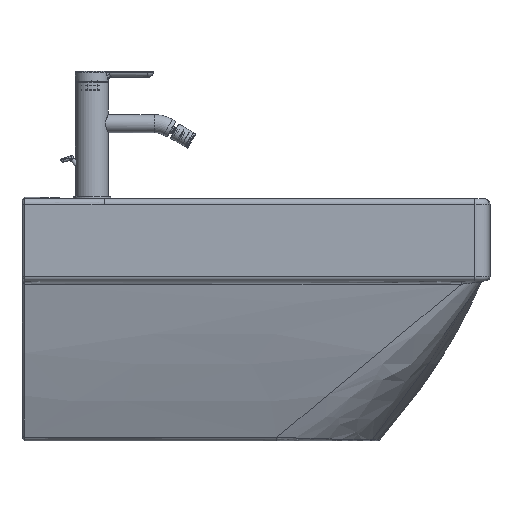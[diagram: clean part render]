
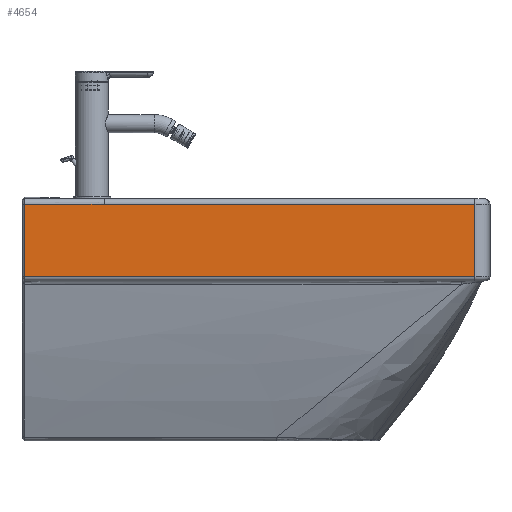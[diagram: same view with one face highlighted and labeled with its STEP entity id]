
A CAD part, front view. The second image highlights one B-rep face of the part: STEP entity #4654.
In plain terms, the highlighted planar face has unit normal (-0.001, -1, 0).
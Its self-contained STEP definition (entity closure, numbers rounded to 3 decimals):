
#4265=CARTESIAN_POINT('',(551.679,-185.0,-7.));
#4266=VERTEX_POINT('',#4265);
#4299=CARTESIAN_POINT('',(100.,-185.,-7.));
#4300=VERTEX_POINT('',#4299);
#4308=CARTESIAN_POINT('',(100.,-185.0,-7.));
#4309=DIRECTION('',(1.0,0.0,0.0));
#4310=VECTOR('',#4309,451.679);
#4311=LINE('',#4308,#4310);
#4312=EDGE_CURVE('',#4300,#4266,#4311,.T.);
#4457=CARTESIAN_POINT('',(551.679,-185.0,-95.0));
#4458=VERTEX_POINT('',#4457);
#4459=CARTESIAN_POINT('',(551.679,-185.0,-7.));
#4460=DIRECTION('',(0.0,0.0,-1.0));
#4461=VECTOR('',#4460,88.0);
#4462=LINE('',#4459,#4461);
#4463=EDGE_CURVE('',#4458,#4266,#4462,.F.);
#4584=CARTESIAN_POINT('',(3.,-185.,-6.858));
#4585=VERTEX_POINT('',#4584);
#4586=CARTESIAN_POINT('',(3.,-185.0,-6.858));
#4587=CARTESIAN_POINT('',(6.997,-185.0,-6.864));
#4588=CARTESIAN_POINT('',(10.994,-185.,-6.87));
#4589=CARTESIAN_POINT('',(14.992,-185.,-6.878));
#4590=CARTESIAN_POINT('',(27.176,-185.,-6.9));
#4591=CARTESIAN_POINT('',(39.36,-185.,-6.925));
#4592=CARTESIAN_POINT('',(51.546,-185.,-6.947));
#4593=CARTESIAN_POINT('',(65.03,-185.,-6.972));
#4594=CARTESIAN_POINT('',(78.516,-185.0,-6.992));
#4595=CARTESIAN_POINT('',(92.003,-185.0,-6.998));
#4596=CARTESIAN_POINT('',(94.705,-185.0,-6.999));
#4597=CARTESIAN_POINT('',(97.357,-185.0,-7.));
#4598=CARTESIAN_POINT('',(100.,-185.0,-7.));
#4599=B_SPLINE_CURVE_WITH_KNOTS('',3,(#4586,#4587,#4588,#4589,#4590,#4591,#4592,#4593,#4594,#4595,#4596,#4597,#4598),.UNSPECIFIED.,.F.,.U.,(4,3,3,3,4),(160.283,177.244,228.939,286.147,297.609),.UNSPECIFIED.);
#4600=EDGE_CURVE('',#4585,#4300,#4599,.T.);
#4630=CARTESIAN_POINT('',(0.0,-185.0,0.0));
#4631=DIRECTION('',(0.0,-1.0,0.0));
#4632=DIRECTION('',(0.0,0.0,-1.0));
#4633=AXIS2_PLACEMENT_3D('',#4630,#4631,#4632);
#4634=PLANE('',#4633);
#4635=CARTESIAN_POINT('',(3.,-185.0,-95.0));
#4636=VERTEX_POINT('',#4635);
#4637=CARTESIAN_POINT('',(3.,-185.0,-95.0));
#4638=DIRECTION('',(1.0,0.0,0.0));
#4639=VECTOR('',#4638,548.679);
#4640=LINE('',#4637,#4639);
#4641=EDGE_CURVE('',#4458,#4636,#4640,.F.);
#4642=ORIENTED_EDGE('',*,*,#4641,.F.);
#4643=ORIENTED_EDGE('',*,*,#4463,.T.);
#4644=ORIENTED_EDGE('',*,*,#4312,.F.);
#4645=ORIENTED_EDGE('',*,*,#4600,.F.);
#4646=CARTESIAN_POINT('',(3.,-185.0,-6.858));
#4647=DIRECTION('',(0.0,0.0,-1.0));
#4648=VECTOR('',#4647,88.142);
#4649=LINE('',#4646,#4648);
#4650=EDGE_CURVE('',#4636,#4585,#4649,.F.);
#4651=ORIENTED_EDGE('',*,*,#4650,.F.);
#4652=EDGE_LOOP('',(#4642,#4643,#4644,#4645,#4651));
#4653=FACE_OUTER_BOUND('',#4652,.T.);
#4654=ADVANCED_FACE('',(#4653),#4634,.T.);
